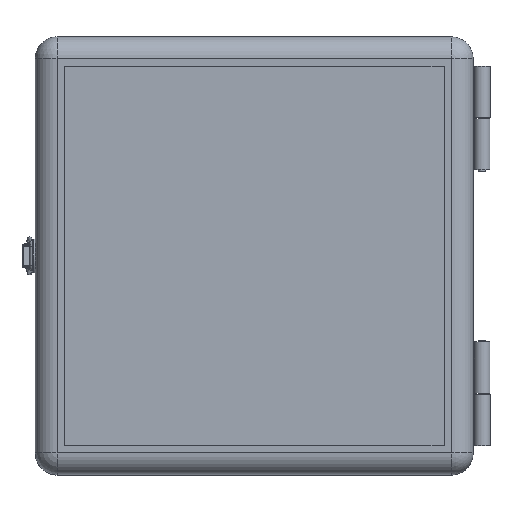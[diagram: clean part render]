
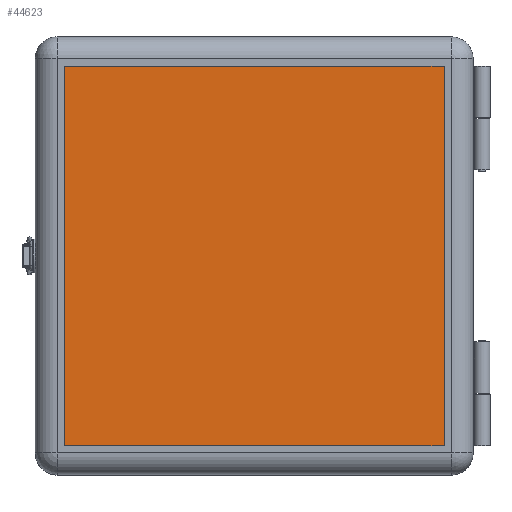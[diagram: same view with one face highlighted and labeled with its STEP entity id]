
A CAD part, top view. The second image highlights one B-rep face of the part: STEP entity #44623.
In plain terms, the highlighted face is planar.
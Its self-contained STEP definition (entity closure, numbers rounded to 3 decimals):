
#236 = EDGE_CURVE ( 'NONE', #39227, #39223, #45761, .T. ) ;
#240 = EDGE_CURVE ( 'NONE', #39221, #39215, #45769, .T. ) ;
#243 = EDGE_CURVE ( 'NONE', #39215, #39227, #26475, .T. ) ;
#245 = EDGE_CURVE ( 'NONE', #39223, #39221, #26498, .T. ) ;
#3949 = VECTOR ( 'NONE', #26495, 1000. ) ;
#7773 = FACE_OUTER_BOUND ( 'NONE', #22134, .T. ) ;
#7774 = PLANE ( 'NONE',  #13109 ) ;
#7776 = CARTESIAN_POINT ( 'NONE',  ( -135., -135., 0. ) ) ;
#7777 = DIRECTION ( 'NONE',  ( 0., 0., 1. ) ) ;
#7778 = DIRECTION ( 'NONE',  ( 1., 0., 0. ) ) ;
#11872 = CARTESIAN_POINT ( 'NONE',  ( -130., -130., 0. ) ) ;
#11875 = CARTESIAN_POINT ( 'NONE',  ( -130., 130., 0. ) ) ;
#11876 = CARTESIAN_POINT ( 'NONE',  ( 130., 130., 0. ) ) ;
#11879 = CARTESIAN_POINT ( 'NONE',  ( 130., -130., 0. ) ) ;
#13109 = AXIS2_PLACEMENT_3D ( 'NONE', #7776, #7777, #7778 ) ;
#17724 = VECTOR ( 'NONE', #26485, 1000. ) ;
#22100 = ORIENTED_EDGE ( 'NONE', *, *, #243, .F. ) ;
#22101 = ORIENTED_EDGE ( 'NONE', *, *, #240, .F. ) ;
#22102 = ORIENTED_EDGE ( 'NONE', *, *, #245, .F. ) ;
#22103 = ORIENTED_EDGE ( 'NONE', *, *, #236, .F. ) ;
#22134 = EDGE_LOOP ( 'NONE', ( #22100, #22101, #22102, #22103 ) ) ;
#26475 = LINE ( 'NONE', #26493, #3949 ) ;
#26484 = CARTESIAN_POINT ( 'NONE',  ( -130., -135., 0. ) ) ;
#26485 = DIRECTION ( 'NONE',  ( 0., -1., 0. ) ) ;
#26493 = CARTESIAN_POINT ( 'NONE',  ( -135., -130., 0. ) ) ;
#26495 = DIRECTION ( 'NONE',  ( 1., 0., 0. ) ) ;
#26498 = LINE ( 'NONE', #26499, #37058 ) ;
#26499 = CARTESIAN_POINT ( 'NONE',  ( -135., 130., 0. ) ) ;
#26500 = DIRECTION ( 'NONE',  ( -1., 0., 0. ) ) ;
#36451 = VECTOR ( 'NONE', #45772, 1000. ) ;
#37058 = VECTOR ( 'NONE', #26500, 1000. ) ;
#39215 = VERTEX_POINT ( 'NONE', #11872 ) ;
#39221 = VERTEX_POINT ( 'NONE', #11875 ) ;
#39223 = VERTEX_POINT ( 'NONE', #11876 ) ;
#39227 = VERTEX_POINT ( 'NONE', #11879 ) ;
#44623 = ADVANCED_FACE ( 'NONE', ( #7773 ), #7774, .F. ) ;
#45761 = LINE ( 'NONE', #45771, #36451 ) ;
#45769 = LINE ( 'NONE', #26484, #17724 ) ;
#45771 = CARTESIAN_POINT ( 'NONE',  ( 130., -135., 0. ) ) ;
#45772 = DIRECTION ( 'NONE',  ( 0., 1., 0. ) ) ;
